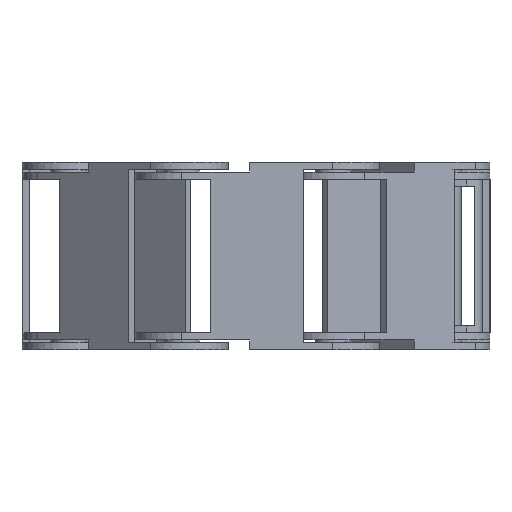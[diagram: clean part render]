
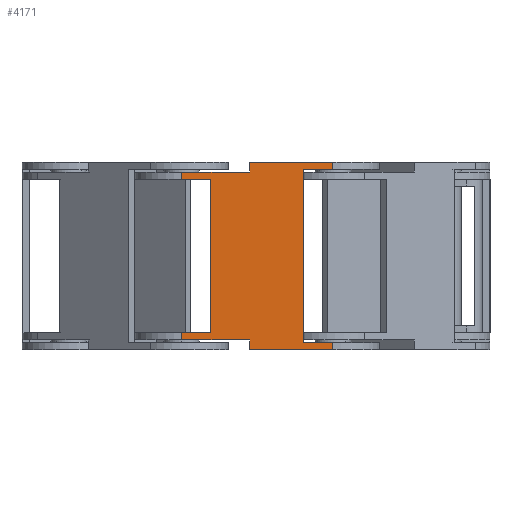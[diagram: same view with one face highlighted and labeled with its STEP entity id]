
A CAD part, left-side view. The second image highlights one B-rep face of the part: STEP entity #4171.
In plain terms, the highlighted face is planar.
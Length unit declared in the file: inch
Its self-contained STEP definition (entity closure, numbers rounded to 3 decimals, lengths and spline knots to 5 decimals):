
#18 = LINE ( 'NONE', #310, #779 ) ;
#39 = LINE ( 'NONE', #2124, #3935 ) ;
#41 = VERTEX_POINT ( 'NONE', #2811 ) ;
#87 = CARTESIAN_POINT ( 'NONE',  ( -0.42323, -0.23622, 0.475 ) ) ;
#93 = VECTOR ( 'NONE', #1422, 39.37008 ) ;
#114 = EDGE_CURVE ( 'NONE', #3235, #1371, #2824, .T. ) ;
#150 = VECTOR ( 'NONE', #2619, 39.37008 ) ;
#217 = ORIENTED_EDGE ( 'NONE', *, *, #1431, .F. ) ;
#266 = CARTESIAN_POINT ( 'NONE',  ( 0., -0.23622, -0.475 ) ) ;
#310 = CARTESIAN_POINT ( 'NONE',  ( 0., -0.23622, 0.475 ) ) ;
#328 = DIRECTION ( 'NONE',  ( 0., 0., -1. ) ) ;
#329 = DIRECTION ( 'NONE',  ( 1., 0., 0. ) ) ;
#349 = EDGE_CURVE ( 'NONE', #553, #390, #4147, .T. ) ;
#390 = VERTEX_POINT ( 'NONE', #2415 ) ;
#414 = VECTOR ( 'NONE', #1303, 39.37008 ) ;
#529 = LINE ( 'NONE', #1601, #1295 ) ;
#536 = CARTESIAN_POINT ( 'NONE',  ( 0., -0.23622, 0.475 ) ) ;
#549 = CARTESIAN_POINT ( 'NONE',  ( -0.42323, -0.23622, 0.475 ) ) ;
#553 = VERTEX_POINT ( 'NONE', #3997 ) ;
#617 = ORIENTED_EDGE ( 'NONE', *, *, #2312, .T. ) ;
#624 = CARTESIAN_POINT ( 'NONE',  ( 0., -0.23622, -0.39 ) ) ;
#699 = EDGE_CURVE ( 'NONE', #2484, #2081, #39, .T. ) ;
#718 = DIRECTION ( 'NONE',  ( 0., 0., -1. ) ) ;
#750 = ORIENTED_EDGE ( 'NONE', *, *, #3250, .F. ) ;
#779 = VECTOR ( 'NONE', #1223, 39.37008 ) ;
#813 = VECTOR ( 'NONE', #718, 39.37008 ) ;
#820 = CARTESIAN_POINT ( 'NONE',  ( -0.62008, -0.23622, 0.39 ) ) ;
#871 = ORIENTED_EDGE ( 'NONE', *, *, #4036, .F. ) ;
#1010 = VERTEX_POINT ( 'NONE', #820 ) ;
#1022 = ORIENTED_EDGE ( 'NONE', *, *, #4179, .F. ) ;
#1047 = VERTEX_POINT ( 'NONE', #1464 ) ;
#1051 = EDGE_CURVE ( 'NONE', #3241, #2019, #529, .T. ) ;
#1077 = LINE ( 'NONE', #3937, #1472 ) ;
#1209 = ORIENTED_EDGE ( 'NONE', *, *, #349, .T. ) ;
#1223 = DIRECTION ( 'NONE',  ( 1., 0., 0. ) ) ;
#1295 = VECTOR ( 'NONE', #2172, 39.37008 ) ;
#1303 = DIRECTION ( 'NONE',  ( -1., 0., 0. ) ) ;
#1313 = VERTEX_POINT ( 'NONE', #3152 ) ;
#1319 = LINE ( 'NONE', #2232, #2787 ) ;
#1348 = CARTESIAN_POINT ( 'NONE',  ( -0.14764, -0.23622, 0.43921 ) ) ;
#1361 = VERTEX_POINT ( 'NONE', #3834 ) ;
#1371 = VERTEX_POINT ( 'NONE', #266 ) ;
#1400 = DIRECTION ( 'NONE',  ( 0., 1., 0. ) ) ;
#1422 = DIRECTION ( 'NONE',  ( 0., 0., -1. ) ) ;
#1431 = EDGE_CURVE ( 'NONE', #41, #3235, #1682, .T. ) ;
#1464 = CARTESIAN_POINT ( 'NONE',  ( -0.76772, -0.23622, 0.39 ) ) ;
#1472 = VECTOR ( 'NONE', #2659, 39.37008 ) ;
#1534 = LINE ( 'NONE', #624, #2293 ) ;
#1563 = VECTOR ( 'NONE', #3465, 39.37008 ) ;
#1585 = ORIENTED_EDGE ( 'NONE', *, *, #1856, .T. ) ;
#1588 = LINE ( 'NONE', #2711, #2696 ) ;
#1601 = CARTESIAN_POINT ( 'NONE',  ( 0., -0.23622, 0.42579 ) ) ;
#1615 = VERTEX_POINT ( 'NONE', #2363 ) ;
#1624 = VECTOR ( 'NONE', #329, 39.37008 ) ;
#1626 = CARTESIAN_POINT ( 'NONE',  ( -1.00394, -0.23622, -0.42579 ) ) ;
#1682 = LINE ( 'NONE', #2273, #1624 ) ;
#1737 = DIRECTION ( 'NONE',  ( -1., 0., 0. ) ) ;
#1773 = PLANE ( 'NONE',  #3866 ) ;
#1856 = EDGE_CURVE ( 'NONE', #1361, #1371, #2846, .T. ) ;
#1865 = CARTESIAN_POINT ( 'NONE',  ( 0., -0.23622, -0.43921 ) ) ;
#1876 = LINE ( 'NONE', #549, #2236 ) ;
#1981 = LINE ( 'NONE', #1348, #813 ) ;
#2019 = VERTEX_POINT ( 'NONE', #4101 ) ;
#2041 = VERTEX_POINT ( 'NONE', #2152 ) ;
#2044 = CARTESIAN_POINT ( 'NONE',  ( -0.14764, -0.23622, 0.43921 ) ) ;
#2062 = EDGE_CURVE ( 'NONE', #3241, #2423, #1876, .T. ) ;
#2072 = ORIENTED_EDGE ( 'NONE', *, *, #3901, .F. ) ;
#2081 = VERTEX_POINT ( 'NONE', #2866 ) ;
#2092 = CARTESIAN_POINT ( 'NONE',  ( -0.76772, -0.23622, 0.475 ) ) ;
#2124 = CARTESIAN_POINT ( 'NONE',  ( 0., -0.23622, 0.475 ) ) ;
#2137 = EDGE_CURVE ( 'NONE', #2041, #1010, #1319, .T. ) ;
#2152 = CARTESIAN_POINT ( 'NONE',  ( -0.62008, -0.23622, -0.39 ) ) ;
#2158 = EDGE_LOOP ( 'NONE', ( #4026, #2945, #2675, #750, #2740, #4016, #617, #1022, #3504, #2354, #1209, #2072, #871, #1585, #2497, #217 ) ) ;
#2172 = DIRECTION ( 'NONE',  ( -1., 0., 0. ) ) ;
#2232 = CARTESIAN_POINT ( 'NONE',  ( -0.62008, -0.23622, 0.39 ) ) ;
#2236 = VECTOR ( 'NONE', #3819, 39.37008 ) ;
#2271 = CARTESIAN_POINT ( 'NONE',  ( -0.76772, -0.23622, 0.475 ) ) ;
#2273 = CARTESIAN_POINT ( 'NONE',  ( -0.14764, -0.23622, -0.43921 ) ) ;
#2293 = VECTOR ( 'NONE', #2625, 39.37008 ) ;
#2312 = EDGE_CURVE ( 'NONE', #2019, #1047, #2538, .T. ) ;
#2354 = ORIENTED_EDGE ( 'NONE', *, *, #3874, .T. ) ;
#2357 = EDGE_CURVE ( 'NONE', #1615, #41, #1981, .T. ) ;
#2363 = CARTESIAN_POINT ( 'NONE',  ( -0.14764, -0.23622, 0.43921 ) ) ;
#2395 = EDGE_CURVE ( 'NONE', #2081, #1615, #2739, .T. ) ;
#2415 = CARTESIAN_POINT ( 'NONE',  ( -0.76772, -0.23622, -0.42579 ) ) ;
#2423 = VERTEX_POINT ( 'NONE', #87 ) ;
#2455 = DIRECTION ( 'NONE',  ( 0., 0., -1. ) ) ;
#2484 = VERTEX_POINT ( 'NONE', #3922 ) ;
#2495 = VECTOR ( 'NONE', #4029, 39.37008 ) ;
#2497 = ORIENTED_EDGE ( 'NONE', *, *, #114, .F. ) ;
#2538 = LINE ( 'NONE', #2271, #3793 ) ;
#2619 = DIRECTION ( 'NONE',  ( -1., 0., 0. ) ) ;
#2625 = DIRECTION ( 'NONE',  ( -1., 0., 0. ) ) ;
#2659 = DIRECTION ( 'NONE',  ( 0., 0., 1. ) ) ;
#2675 = ORIENTED_EDGE ( 'NONE', *, *, #699, .F. ) ;
#2696 = VECTOR ( 'NONE', #1737, 39.37008 ) ;
#2711 = CARTESIAN_POINT ( 'NONE',  ( -1.00394, -0.23622, 0.39 ) ) ;
#2719 = CARTESIAN_POINT ( 'NONE',  ( 0., -0.23622, 0.475 ) ) ;
#2739 = LINE ( 'NONE', #2044, #150 ) ;
#2740 = ORIENTED_EDGE ( 'NONE', *, *, #2062, .F. ) ;
#2787 = VECTOR ( 'NONE', #4120, 39.37008 ) ;
#2811 = CARTESIAN_POINT ( 'NONE',  ( -0.14764, -0.23622, -0.43921 ) ) ;
#2824 = LINE ( 'NONE', #536, #1563 ) ;
#2846 = LINE ( 'NONE', #3371, #2495 ) ;
#2866 = CARTESIAN_POINT ( 'NONE',  ( 0., -0.23622, 0.43921 ) ) ;
#2945 = ORIENTED_EDGE ( 'NONE', *, *, #2395, .F. ) ;
#3152 = CARTESIAN_POINT ( 'NONE',  ( -0.42323, -0.23622, -0.42579 ) ) ;
#3190 = LINE ( 'NONE', #1626, #414 ) ;
#3235 = VERTEX_POINT ( 'NONE', #1865 ) ;
#3241 = VERTEX_POINT ( 'NONE', #4184 ) ;
#3250 = EDGE_CURVE ( 'NONE', #2423, #2484, #18, .T. ) ;
#3371 = CARTESIAN_POINT ( 'NONE',  ( 0., -0.23622, -0.475 ) ) ;
#3465 = DIRECTION ( 'NONE',  ( 0., 0., -1. ) ) ;
#3504 = ORIENTED_EDGE ( 'NONE', *, *, #2137, .F. ) ;
#3616 = FACE_OUTER_BOUND ( 'NONE', #2158, .T. ) ;
#3720 = DIRECTION ( 'NONE',  ( -1., 0., 0. ) ) ;
#3793 = VECTOR ( 'NONE', #328, 39.37008 ) ;
#3819 = DIRECTION ( 'NONE',  ( 0., 0., 1. ) ) ;
#3834 = CARTESIAN_POINT ( 'NONE',  ( -0.42323, -0.23622, -0.475 ) ) ;
#3866 = AXIS2_PLACEMENT_3D ( 'NONE', #2719, #1400, #3720 ) ;
#3874 = EDGE_CURVE ( 'NONE', #2041, #553, #1534, .T. ) ;
#3901 = EDGE_CURVE ( 'NONE', #1313, #390, #3190, .T. ) ;
#3922 = CARTESIAN_POINT ( 'NONE',  ( 0., -0.23622, 0.475 ) ) ;
#3935 = VECTOR ( 'NONE', #2455, 39.37008 ) ;
#3937 = CARTESIAN_POINT ( 'NONE',  ( -0.42323, -0.23622, -0.42579 ) ) ;
#3997 = CARTESIAN_POINT ( 'NONE',  ( -0.76772, -0.23622, -0.39 ) ) ;
#4016 = ORIENTED_EDGE ( 'NONE', *, *, #1051, .T. ) ;
#4026 = ORIENTED_EDGE ( 'NONE', *, *, #2357, .F. ) ;
#4029 = DIRECTION ( 'NONE',  ( 1., 0., 0. ) ) ;
#4036 = EDGE_CURVE ( 'NONE', #1361, #1313, #1077, .T. ) ;
#4101 = CARTESIAN_POINT ( 'NONE',  ( -0.76772, -0.23622, 0.42579 ) ) ;
#4120 = DIRECTION ( 'NONE',  ( 0., 0., 1. ) ) ;
#4147 = LINE ( 'NONE', #2092, #93 ) ;
#4171 = ADVANCED_FACE ( 'NONE', ( #3616 ), #1773, .F. ) ;
#4179 = EDGE_CURVE ( 'NONE', #1010, #1047, #1588, .T. ) ;
#4184 = CARTESIAN_POINT ( 'NONE',  ( -0.42323, -0.23622, 0.42579 ) ) ;
